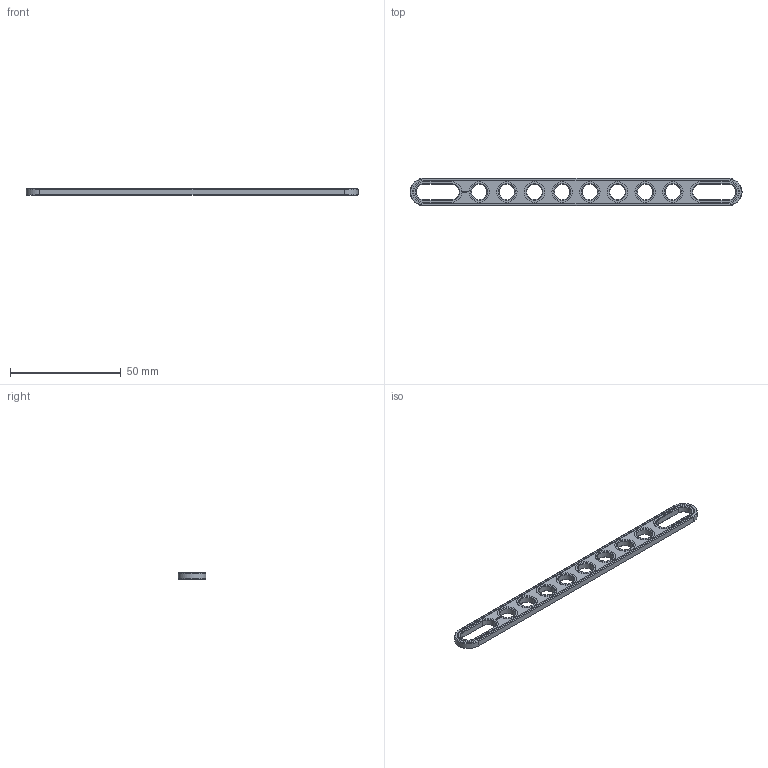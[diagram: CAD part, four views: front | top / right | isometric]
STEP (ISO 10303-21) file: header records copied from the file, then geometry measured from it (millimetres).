
FILE_DESCRIPTION(('FreeCAD Model'),'2;1');
FILE_NAME('Open CASCADE Shape Model','2023-01-08T23:19:42',(''),(''), 'Open CASCADE STEP processor 7.6','FreeCAD','Unknown');
FILE_SCHEMA(('AUTOMOTIVE_DESIGN { 1 0 10303 214 1 1 1 1 }'));
Length unit declared in the file: millimetre
Products named in the file (1): Brace STR SLT BE ERR BU12x01x00.25x02 - SPN-BRC-0313 (stemfie.org)
Bounding box: 150 x 12.5 x 3.12 mm (x, y, z)
Volume: 3831 mm3; surface area: 4315.9 mm2
Topology: 1 solids, 1 shells, 626 faces, 1711 edges, 1130 vertices
Faces by surface type: plane 356, extrusion 214, cone 28, cylinder 28
Full cylindrical faces by diameter (mm): 7 x8, 9.2 x8
Entity records: 43542 total; most frequent: CARTESIAN_POINT 10882, DIRECTION 5179, VECTOR 4119, LINE 3905, ORIENTED_EDGE 3422, PCURVE 3422, DEFINITIONAL_REPRESENTATION 3422, EDGE_CURVE 1711
